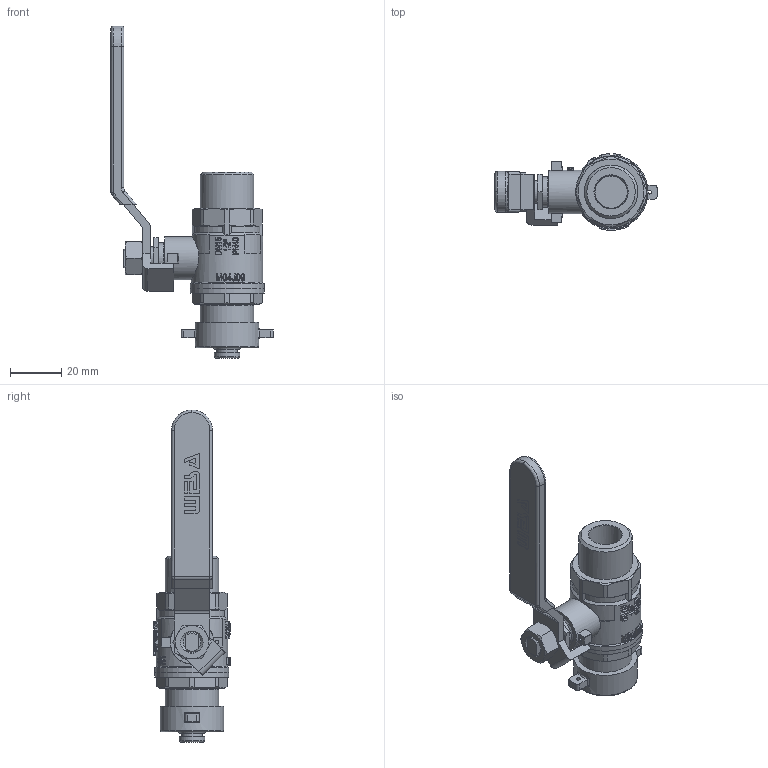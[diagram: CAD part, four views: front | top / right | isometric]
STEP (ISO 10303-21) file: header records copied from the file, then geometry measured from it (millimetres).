
FILE_DESCRIPTION(/* description */ ('Unknown','CAx-IF Rec.Pracs.---Representation and Presentation of Product Manufacturing Information (PMI)---4.0---2014-10-13','CAx-IF Rec.Pracs.---3D Tessellated Geometry---0.4---2014-09-14','2;1'),/* implementation_level */ '2;1');
FILE_NAME(/* name */ '622-04',/* time_stamp */ '2023-09-21T12:07:19+02:00',/* author */ ('Unknown'),/* organization */ ('Unknown'),/* preprocessor_version */ 'ST-DEVELOPER v18.102',/* originating_system */ 'Solid Edge',/* authorisation */ 'Unknown');
FILE_SCHEMA (('AP242_MANAGED_MODEL_BASED_3D_ENGINEERING_MIM_LF { 1 0 10303 442 1 1 4 }'));
Products named in the file (13): 622-04; Stahlgriff 1_4 - 3_4; Stahlgriff-n; Stahlgriff-u; 620-04; 600-04_Spindel; 600-04_Stopfbuchse; 610-04_Einschraubteil; 620-04_Körper; Mutter_M8; Dichtung 98001504-1_2; 98001504-1_2
Assembly tree (12 placements, depth 4):
  622-04
    Stahlgriff 1_4 - 3_4
      Stahlgriff-n
      Stahlgriff-u
    620-04
      600-04_Spindel
        600-04_Stopfbuchse
        600-04_Spindel
      610-04_Einschraubteil
      620-04_Körper
    Mutter_M8
    Dichtung 98001504-1_2
    98001504-1_2
Bounding box: 63.5 x 29.99 x 130.12 mm (x, y, z)
Volume: 33252.9 mm3; surface area: 27583.7 mm2
Topology: 9 solids, 9 shells, 1271 faces, 3516 edges, 2333 vertices
Faces by surface type: plane 1062, cylinder 144, cone 45, bspline 10, torus 8, sphere 2
Full cylindrical faces by diameter (mm): 1.5 x3, 6.6 x1, 6.75 x1, 8 x1, 8.9 x2, 9.1 x1, 9.3 x1, 10 x1, 10.5 x1, 10.8 x1, 12 x1, 12.5 x1, 12.64 x1, 13 x1, 14 x1, 14.5 x1, 17 x1, 18 x1, 18.6 x1, 18.631 x2, 19.2 x1, 20.955 x2, 20.96 x1, 23.5 x1, 25 x2, 25.5 x1, 28 x1, 29 x2
Entity records: 54284 total; most frequent: CARTESIAN_POINT 12590, DIRECTION 7711, ORIENTED_EDGE 6872, EDGE_CURVE 3436, AXIS2_PLACEMENT_3D 3128, VERTEX_POINT 2315, LINE 1455, VECTOR 1455
